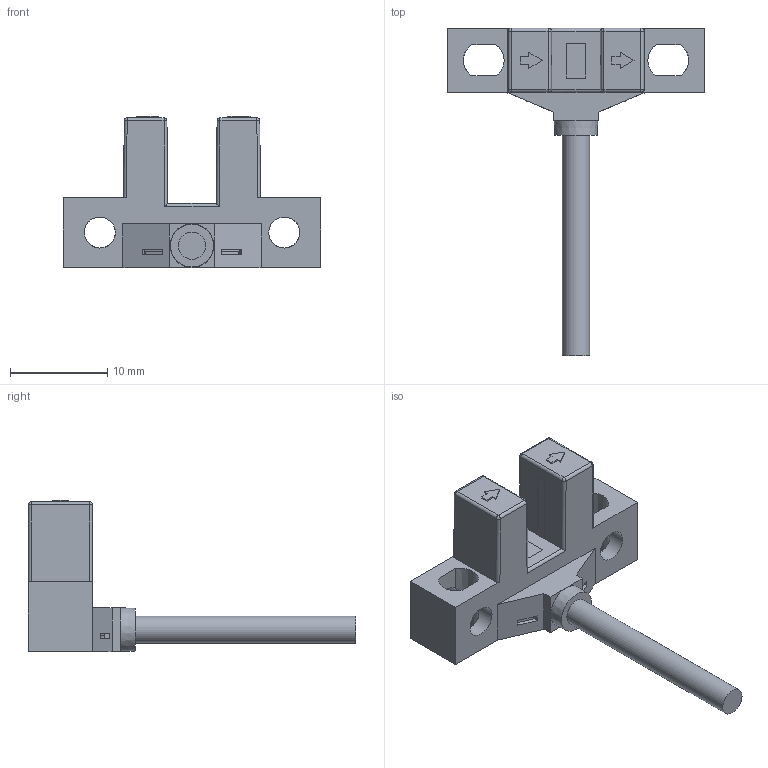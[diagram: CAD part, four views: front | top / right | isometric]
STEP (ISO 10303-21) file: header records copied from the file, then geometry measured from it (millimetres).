
FILE_DESCRIPTION(/* description */ (''),/* implementation_level */ '2;1');
FILE_NAME(/* name */ '',/* time_stamp */ '2022-05-05T14:02:48+08:00',/* author */ (''),/* organization */ (''),/* preprocessor_version */ 'ST-DEVELOPER v14',/* originating_system */ 'SIEMENS PLM Software NX 8.0',/* authorisation */ '');
FILE_SCHEMA (('AUTOMOTIVE_DESIGN { 1 0 10303 214 3 1 1 1 }'));
Length unit declared in the file: millimetre
Products named in the file (1): Admi5BA45D29eb72
Bounding box: 26.5 x 33.7 x 15.55 mm (x, y, z)
Volume: 1750.9 mm3; surface area: 1622.5 mm2
Topology: 1 solids, 1 shells, 139 faces, 379 edges, 237 vertices
Faces by surface type: plane 95, cylinder 27, cone 9, sphere 8
Full cylindrical faces by diameter (mm): 2.8 x1, 3.2 x4
Entity records: 4410 total; most frequent: CARTESIAN_POINT 902, ORIENTED_EDGE 722, DIRECTION 698, EDGE_CURVE 361, LINE 256, VECTOR 256, VERTEX_POINT 233, AXIS2_PLACEMENT_3D 221
